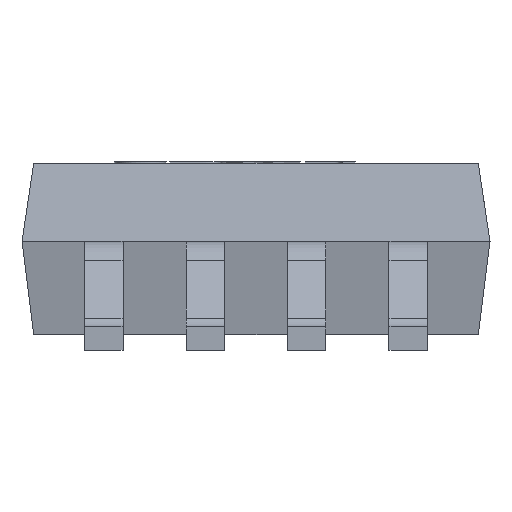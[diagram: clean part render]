
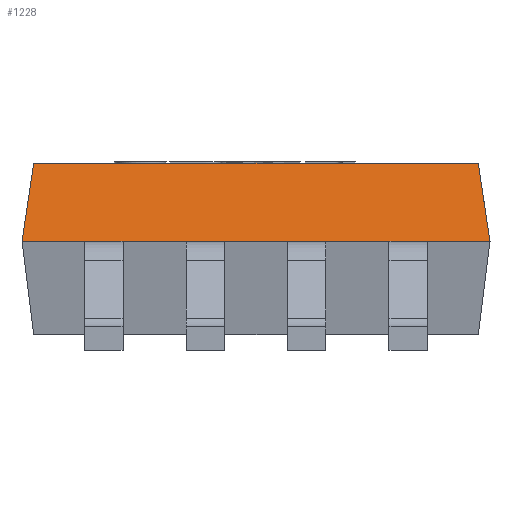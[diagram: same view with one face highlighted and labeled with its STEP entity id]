
A CAD part, left-side view. The second image highlights one B-rep face of the part: STEP entity #1228.
In plain terms, the highlighted free-form (B-spline) face has degree [1, 1] with [2, 2] control points.
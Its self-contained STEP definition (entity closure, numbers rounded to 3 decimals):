
#66 = VERTEX_POINT('',#67);
#67 = CARTESIAN_POINT('',(-2.09,-1.425,1.2));
#73 = EDGE_CURVE('',#66,#74,#76,.T.);
#74 = VERTEX_POINT('',#75);
#75 = CARTESIAN_POINT('',(-2.09,1.425,1.2));
#76 = LINE('',#77,#78);
#77 = CARTESIAN_POINT('',(-2.09,-1.425,1.2));
#78 = VECTOR('',#79,1.);
#79 = DIRECTION('',(0.,1.,0.));
#1117 = EDGE_CURVE('',#66,#1118,#1120,.T.);
#1118 = VERTEX_POINT('',#1119);
#1119 = CARTESIAN_POINT('',(-2.2,-1.5,0.7));
#1120 = B_SPLINE_CURVE_WITH_KNOTS('',1,(#1121,#1122),.UNSPECIFIED.,.F.,
  .F.,(2,2),(0.,1.),.PIECEWISE_BEZIER_KNOTS.);
#1121 = CARTESIAN_POINT('',(-2.09,-1.425,1.2));
#1122 = CARTESIAN_POINT('',(-2.2,-1.5,0.7));
#1228 = ADVANCED_FACE('',(#1229),#1310,.T.);
#1229 = FACE_BOUND('',#1230,.T.);
#1230 = EDGE_LOOP('',(#1231,#1232,#1239,#1247,#1255,#1263,#1271,#1279,
    #1287,#1295,#1303,#1309));
#1231 = ORIENTED_EDGE('',*,*,#73,.T.);
#1232 = ORIENTED_EDGE('',*,*,#1233,.T.);
#1233 = EDGE_CURVE('',#74,#1234,#1236,.T.);
#1234 = VERTEX_POINT('',#1235);
#1235 = CARTESIAN_POINT('',(-2.2,1.5,0.7));
#1236 = B_SPLINE_CURVE_WITH_KNOTS('',1,(#1237,#1238),.UNSPECIFIED.,.F.,
  .F.,(2,2),(0.,1.),.PIECEWISE_BEZIER_KNOTS.);
#1237 = CARTESIAN_POINT('',(-2.09,1.425,1.2));
#1238 = CARTESIAN_POINT('',(-2.2,1.5,0.7));
#1239 = ORIENTED_EDGE('',*,*,#1240,.F.);
#1240 = EDGE_CURVE('',#1241,#1234,#1243,.T.);
#1241 = VERTEX_POINT('',#1242);
#1242 = CARTESIAN_POINT('',(-2.2,1.098,0.7));
#1243 = LINE('',#1244,#1245);
#1244 = CARTESIAN_POINT('',(-2.2,-1.5,0.7));
#1245 = VECTOR('',#1246,1.);
#1246 = DIRECTION('',(0.,1.,0.));
#1247 = ORIENTED_EDGE('',*,*,#1248,.F.);
#1248 = EDGE_CURVE('',#1249,#1241,#1251,.T.);
#1249 = VERTEX_POINT('',#1250);
#1250 = CARTESIAN_POINT('',(-2.2,0.853,0.7));
#1251 = LINE('',#1252,#1253);
#1252 = CARTESIAN_POINT('',(-2.2,-1.5,0.7));
#1253 = VECTOR('',#1254,1.);
#1254 = DIRECTION('',(0.,1.,0.));
#1255 = ORIENTED_EDGE('',*,*,#1256,.F.);
#1256 = EDGE_CURVE('',#1257,#1249,#1259,.T.);
#1257 = VERTEX_POINT('',#1258);
#1258 = CARTESIAN_POINT('',(-2.2,0.448,0.7));
#1259 = LINE('',#1260,#1261);
#1260 = CARTESIAN_POINT('',(-2.2,-1.5,0.7));
#1261 = VECTOR('',#1262,1.);
#1262 = DIRECTION('',(0.,1.,0.));
#1263 = ORIENTED_EDGE('',*,*,#1264,.F.);
#1264 = EDGE_CURVE('',#1265,#1257,#1267,.T.);
#1265 = VERTEX_POINT('',#1266);
#1266 = CARTESIAN_POINT('',(-2.2,0.203,0.7));
#1267 = LINE('',#1268,#1269);
#1268 = CARTESIAN_POINT('',(-2.2,-1.5,0.7));
#1269 = VECTOR('',#1270,1.);
#1270 = DIRECTION('',(0.,1.,0.));
#1271 = ORIENTED_EDGE('',*,*,#1272,.F.);
#1272 = EDGE_CURVE('',#1273,#1265,#1275,.T.);
#1273 = VERTEX_POINT('',#1274);
#1274 = CARTESIAN_POINT('',(-2.2,-0.203,0.7));
#1275 = LINE('',#1276,#1277);
#1276 = CARTESIAN_POINT('',(-2.2,-1.5,0.7));
#1277 = VECTOR('',#1278,1.);
#1278 = DIRECTION('',(0.,1.,0.));
#1279 = ORIENTED_EDGE('',*,*,#1280,.F.);
#1280 = EDGE_CURVE('',#1281,#1273,#1283,.T.);
#1281 = VERTEX_POINT('',#1282);
#1282 = CARTESIAN_POINT('',(-2.2,-0.448,0.7));
#1283 = LINE('',#1284,#1285);
#1284 = CARTESIAN_POINT('',(-2.2,-1.5,0.7));
#1285 = VECTOR('',#1286,1.);
#1286 = DIRECTION('',(0.,1.,0.));
#1287 = ORIENTED_EDGE('',*,*,#1288,.F.);
#1288 = EDGE_CURVE('',#1289,#1281,#1291,.T.);
#1289 = VERTEX_POINT('',#1290);
#1290 = CARTESIAN_POINT('',(-2.2,-0.853,0.7));
#1291 = LINE('',#1292,#1293);
#1292 = CARTESIAN_POINT('',(-2.2,-1.5,0.7));
#1293 = VECTOR('',#1294,1.);
#1294 = DIRECTION('',(0.,1.,0.));
#1295 = ORIENTED_EDGE('',*,*,#1296,.F.);
#1296 = EDGE_CURVE('',#1297,#1289,#1299,.T.);
#1297 = VERTEX_POINT('',#1298);
#1298 = CARTESIAN_POINT('',(-2.2,-1.098,0.7));
#1299 = LINE('',#1300,#1301);
#1300 = CARTESIAN_POINT('',(-2.2,-1.5,0.7));
#1301 = VECTOR('',#1302,1.);
#1302 = DIRECTION('',(0.,1.,0.));
#1303 = ORIENTED_EDGE('',*,*,#1304,.F.);
#1304 = EDGE_CURVE('',#1118,#1297,#1305,.T.);
#1305 = LINE('',#1306,#1307);
#1306 = CARTESIAN_POINT('',(-2.2,-1.5,0.7));
#1307 = VECTOR('',#1308,1.);
#1308 = DIRECTION('',(0.,1.,0.));
#1309 = ORIENTED_EDGE('',*,*,#1117,.F.);
#1310 = B_SPLINE_SURFACE_WITH_KNOTS('',1,1,(
    (#1311,#1312)
    ,(#1313,#1314
    )),.UNSPECIFIED.,.F.,.F.,.F.,(2,2),(2,2),(0.,3.),(0.,1.),
  .PIECEWISE_BEZIER_KNOTS.);
#1311 = CARTESIAN_POINT('',(-2.09,-1.425,1.2));
#1312 = CARTESIAN_POINT('',(-2.2,-1.5,0.7));
#1313 = CARTESIAN_POINT('',(-2.09,1.425,1.2));
#1314 = CARTESIAN_POINT('',(-2.2,1.5,0.7));
